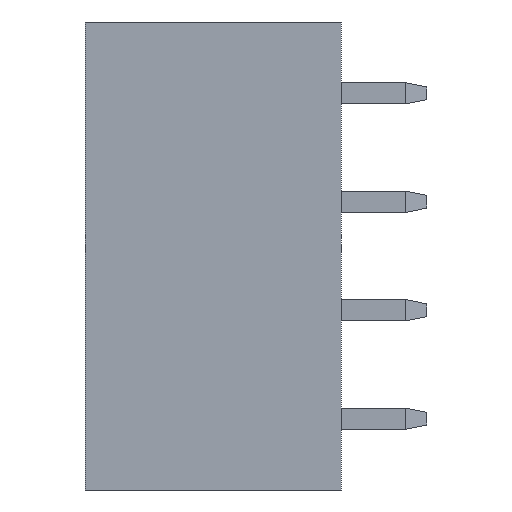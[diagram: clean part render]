
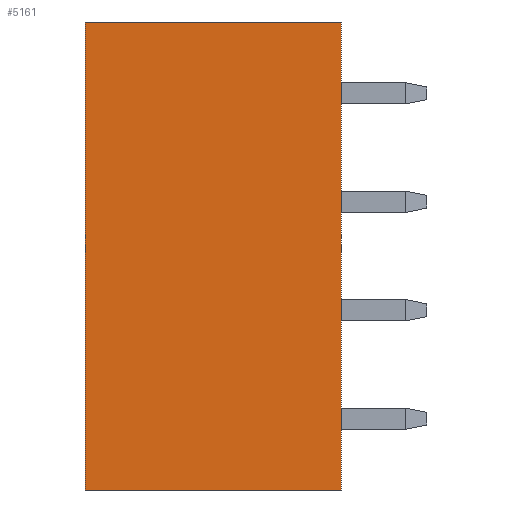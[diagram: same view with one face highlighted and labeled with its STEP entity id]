
A CAD part, front view. The second image highlights one B-rep face of the part: STEP entity #5161.
In plain terms, the highlighted planar face has unit normal (0, -1, 0).
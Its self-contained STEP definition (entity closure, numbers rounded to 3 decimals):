
#600 = ORIENTED_EDGE ( 'NONE', *, *, #3862, .F. ) ;
#774 = VERTEX_POINT ( 'NONE', #1347 ) ;
#935 = CARTESIAN_POINT ( 'NONE',  ( 8.9, 0., 2.54 ) ) ;
#1168 = VECTOR ( 'NONE', #5049, 1000. ) ;
#1347 = CARTESIAN_POINT ( 'NONE',  ( 20.9, 0., 18.58 ) ) ;
#1503 = ORIENTED_EDGE ( 'NONE', *, *, #5193, .F. ) ;
#1522 = VERTEX_POINT ( 'NONE', #5450 ) ;
#1838 = EDGE_LOOP ( 'NONE', ( #5306, #4314, #1503, #600 ) ) ;
#1951 = DIRECTION ( 'NONE',  ( -1., 0., 0. ) ) ;
#2296 = DIRECTION ( 'NONE',  ( 0., 0., -1. ) ) ;
#2383 = DIRECTION ( 'NONE',  ( 0., 1., 0. ) ) ;
#2537 = LINE ( 'NONE', #6039, #5644 ) ;
#2559 = EDGE_CURVE ( 'NONE', #774, #1522, #2537, .T. ) ;
#2668 = CARTESIAN_POINT ( 'NONE',  ( 20.9, 0., -3.34 ) ) ;
#2900 = VERTEX_POINT ( 'NONE', #5252 ) ;
#3028 = PLANE ( 'NONE',  #5041 ) ;
#3518 = VERTEX_POINT ( 'NONE', #2668 ) ;
#3676 = CARTESIAN_POINT ( 'NONE',  ( 8.9, 0., -3.34 ) ) ;
#3862 = EDGE_CURVE ( 'NONE', #3518, #2900, #5682, .T. ) ;
#3907 = CARTESIAN_POINT ( 'NONE',  ( 20.9, 0., 2.54 ) ) ;
#3917 = EDGE_CURVE ( 'NONE', #774, #3518, #4401, .T. ) ;
#3974 = FACE_OUTER_BOUND ( 'NONE', #1838, .T. ) ;
#4008 = DIRECTION ( 'NONE',  ( -1., 0., 0. ) ) ;
#4168 = VECTOR ( 'NONE', #2296, 1000. ) ;
#4314 = ORIENTED_EDGE ( 'NONE', *, *, #2559, .T. ) ;
#4401 = LINE ( 'NONE', #3907, #4168 ) ;
#4796 = DIRECTION ( 'NONE',  ( -1., 0., 0. ) ) ;
#5041 = AXIS2_PLACEMENT_3D ( 'NONE', #5084, #2383, #4008 ) ;
#5049 = DIRECTION ( 'NONE',  ( 0., 0., 1. ) ) ;
#5084 = CARTESIAN_POINT ( 'NONE',  ( 8.9, 0., 2.54 ) ) ;
#5161 = ADVANCED_FACE ( 'NONE', ( #3974 ), #3028, .F. ) ;
#5193 = EDGE_CURVE ( 'NONE', #2900, #1522, #5526, .T. ) ;
#5252 = CARTESIAN_POINT ( 'NONE',  ( 8.9, 0., -3.34 ) ) ;
#5306 = ORIENTED_EDGE ( 'NONE', *, *, #3917, .F. ) ;
#5450 = CARTESIAN_POINT ( 'NONE',  ( 8.9, 0., 18.58 ) ) ;
#5526 = LINE ( 'NONE', #935, #1168 ) ;
#5644 = VECTOR ( 'NONE', #1951, 1000. ) ;
#5682 = LINE ( 'NONE', #3676, #5987 ) ;
#5987 = VECTOR ( 'NONE', #4796, 1000. ) ;
#6039 = CARTESIAN_POINT ( 'NONE',  ( 8.9, 0., 18.58 ) ) ;
